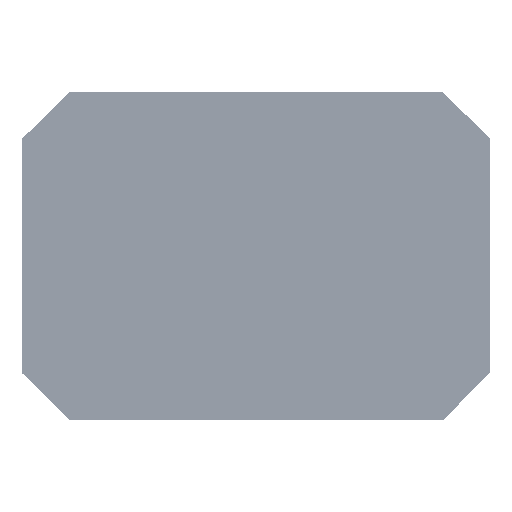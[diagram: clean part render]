
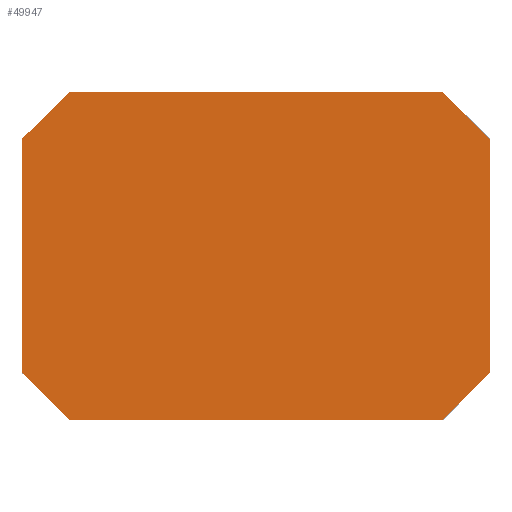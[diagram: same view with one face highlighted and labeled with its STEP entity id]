
A CAD part, front view. The second image highlights one B-rep face of the part: STEP entity #49947.
In plain terms, the highlighted planar face has unit normal (0, -1, 0).
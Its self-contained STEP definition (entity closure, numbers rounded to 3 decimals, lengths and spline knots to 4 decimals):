
#7716 = DIRECTION ( 'NONE',  ( -0.707, 0., -0.707 ) ) ;
#10870 = CARTESIAN_POINT ( 'NONE',  ( -2.2474, 0.0941, -0.7861 ) ) ;
#18092 = ORIENTED_EDGE ( 'NONE', *, *, #222023, .F. ) ;
#20860 = EDGE_CURVE ( 'NONE', #211051, #100082, #45436, .T. ) ;
#28226 = VECTOR ( 'NONE', #7716, 39.3701 ) ;
#32541 = DIRECTION ( 'NONE',  ( 0., 0., 1. ) ) ;
#32911 = VERTEX_POINT ( 'NONE', #69414 ) ;
#33254 = DIRECTION ( 'NONE',  ( 1., 0., 0. ) ) ;
#36035 = CARTESIAN_POINT ( 'NONE',  ( -1.7474, 0.0941, -0.7861 ) ) ;
#43008 = ORIENTED_EDGE ( 'NONE', *, *, #20860, .T. ) ;
#45383 = ORIENTED_EDGE ( 'NONE', *, *, #167834, .T. ) ;
#45436 = LINE ( 'NONE', #115205, #28226 ) ;
#49947 = ADVANCED_FACE ( 'NONE', ( #98119 ), #155889, .F. ) ;
#53265 = CARTESIAN_POINT ( 'NONE',  ( -2.2474, 0.0941, -0.7861 ) ) ;
#53403 = ORIENTED_EDGE ( 'NONE', *, *, #134369, .F. ) ;
#54899 = CARTESIAN_POINT ( 'NONE',  ( 2.2526, 0.0941, 2.7139 ) ) ;
#57449 = DIRECTION ( 'NONE',  ( -0.707, 0., 0.707 ) ) ;
#64416 = LINE ( 'NONE', #53265, #81650 ) ;
#65325 = DIRECTION ( 'NONE',  ( 1., 0., 0. ) ) ;
#66380 = CARTESIAN_POINT ( 'NONE',  ( -1.7474, 0.0941, 2.7139 ) ) ;
#69414 = CARTESIAN_POINT ( 'NONE',  ( 2.7526, 0.0941, 2.2139 ) ) ;
#71043 = VERTEX_POINT ( 'NONE', #176237 ) ;
#73312 = VECTOR ( 'NONE', #108991, 39.3701 ) ;
#80278 = VECTOR ( 'NONE', #57449, 39.3701 ) ;
#81650 = VECTOR ( 'NONE', #32541, 39.3701 ) ;
#88385 = AXIS2_PLACEMENT_3D ( 'NONE', #121292, #158270, #173523 ) ;
#88949 = ORIENTED_EDGE ( 'NONE', *, *, #103370, .F. ) ;
#94328 = CARTESIAN_POINT ( 'NONE',  ( -2.2474, 0.0941, 2.2139 ) ) ;
#98119 = FACE_OUTER_BOUND ( 'NONE', #107984, .T. ) ;
#100082 = VERTEX_POINT ( 'NONE', #94328 ) ;
#103370 = EDGE_CURVE ( 'NONE', #32911, #71043, #143637, .T. ) ;
#105976 = CARTESIAN_POINT ( 'NONE',  ( 2.7526, 0.0941, 2.7139 ) ) ;
#107984 = EDGE_LOOP ( 'NONE', ( #53403, #45383, #139163, #188847, #88949, #179860, #18092, #43008 ) ) ;
#108984 = VECTOR ( 'NONE', #234424, 39.3701 ) ;
#108991 = DIRECTION ( 'NONE',  ( 0.707, 0., -0.707 ) ) ;
#111519 = VECTOR ( 'NONE', #33254, 39.3701 ) ;
#115205 = CARTESIAN_POINT ( 'NONE',  ( -2.2474, 0.0941, 2.2139 ) ) ;
#120297 = EDGE_CURVE ( 'NONE', #186354, #71043, #226625, .T. ) ;
#121292 = CARTESIAN_POINT ( 'NONE',  ( 0.2526, 0.0941, 0.9639 ) ) ;
#121508 = CARTESIAN_POINT ( 'NONE',  ( -1.7474, 0.0941, -0.7861 ) ) ;
#133892 = CARTESIAN_POINT ( 'NONE',  ( -2.2474, 0.0941, -0.2861 ) ) ;
#134369 = EDGE_CURVE ( 'NONE', #179197, #100082, #64416, .T. ) ;
#139163 = ORIENTED_EDGE ( 'NONE', *, *, #180367, .T. ) ;
#143637 = LINE ( 'NONE', #105976, #108984 ) ;
#148415 = VERTEX_POINT ( 'NONE', #54899 ) ;
#153034 = CARTESIAN_POINT ( 'NONE',  ( 2.2526, 0.0941, 2.7139 ) ) ;
#155889 = PLANE ( 'NONE',  #88385 ) ;
#158270 = DIRECTION ( 'NONE',  ( 0., 1., 0. ) ) ;
#162444 = CARTESIAN_POINT ( 'NONE',  ( -2.2474, 0.0941, 2.7139 ) ) ;
#163688 = EDGE_CURVE ( 'NONE', #32911, #148415, #178089, .T. ) ;
#167834 = EDGE_CURVE ( 'NONE', #179197, #233737, #196907, .T. ) ;
#169224 = LINE ( 'NONE', #162444, #111519 ) ;
#173523 = DIRECTION ( 'NONE',  ( 0., 0., 1. ) ) ;
#176237 = CARTESIAN_POINT ( 'NONE',  ( 2.7526, 0.0941, -0.2861 ) ) ;
#178089 = LINE ( 'NONE', #153034, #80278 ) ;
#179197 = VERTEX_POINT ( 'NONE', #133892 ) ;
#179860 = ORIENTED_EDGE ( 'NONE', *, *, #163688, .T. ) ;
#180367 = EDGE_CURVE ( 'NONE', #233737, #186354, #191281, .T. ) ;
#182744 = VECTOR ( 'NONE', #65325, 39.3701 ) ;
#186354 = VERTEX_POINT ( 'NONE', #230842 ) ;
#188847 = ORIENTED_EDGE ( 'NONE', *, *, #120297, .T. ) ;
#190035 = CARTESIAN_POINT ( 'NONE',  ( 2.7526, 0.0941, -0.2861 ) ) ;
#191281 = LINE ( 'NONE', #10870, #182744 ) ;
#196907 = LINE ( 'NONE', #36035, #73312 ) ;
#206063 = DIRECTION ( 'NONE',  ( 0.707, 0., 0.707 ) ) ;
#211051 = VERTEX_POINT ( 'NONE', #66380 ) ;
#222023 = EDGE_CURVE ( 'NONE', #211051, #148415, #169224, .T. ) ;
#226625 = LINE ( 'NONE', #190035, #229606 ) ;
#229606 = VECTOR ( 'NONE', #206063, 39.3701 ) ;
#230842 = CARTESIAN_POINT ( 'NONE',  ( 2.2526, 0.0941, -0.7861 ) ) ;
#233737 = VERTEX_POINT ( 'NONE', #121508 ) ;
#234424 = DIRECTION ( 'NONE',  ( 0., 0., -1. ) ) ;
